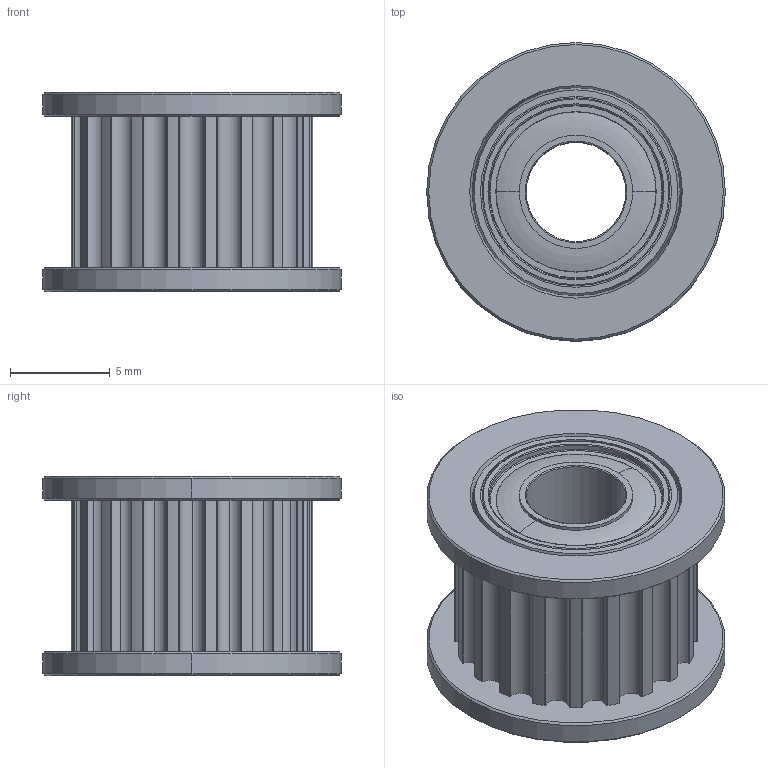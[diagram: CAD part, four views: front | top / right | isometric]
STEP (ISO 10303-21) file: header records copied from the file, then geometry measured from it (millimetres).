
FILE_DESCRIPTION (( 'STEP AP203' ), '1' );
FILE_NAME ('3693N11_High-Strength HTD Timing Belt Idler Pulley_3693N11_sldprt.STEP', '2023-11-21T14:50:37', ( '' ), ( '' ), 'SwSTEP 2.0', 'SolidWorks 2020', '' );
FILE_SCHEMA (( 'CONFIG_CONTROL_DESIGN' ));
Length unit declared in the file: millimetre
Products named in the file (1): 3693N11_High-Strength HTD Timing Belt Idler Pulley_3693N11_sldprt
Bounding box: 15 x 15 x 10 mm (x, y, z)
Volume: 1009.8 mm3; surface area: 1155.4 mm2
Topology: 1 solids, 1 shells, 175 faces, 447 edges, 286 vertices
Faces by surface type: cylinder 121, torus 24, cone 16, plane 14
Entity records: 5524 total; most frequent: DIRECTION 1109, CARTESIAN_POINT 909, ORIENTED_EDGE 894, AXIS2_PLACEMENT_3D 486, EDGE_CURVE 447, CIRCLE 310, VERTEX_POINT 286, EDGE_LOOP 189
